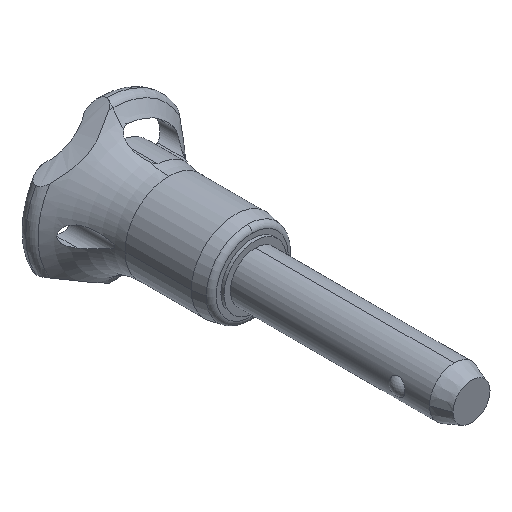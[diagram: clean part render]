
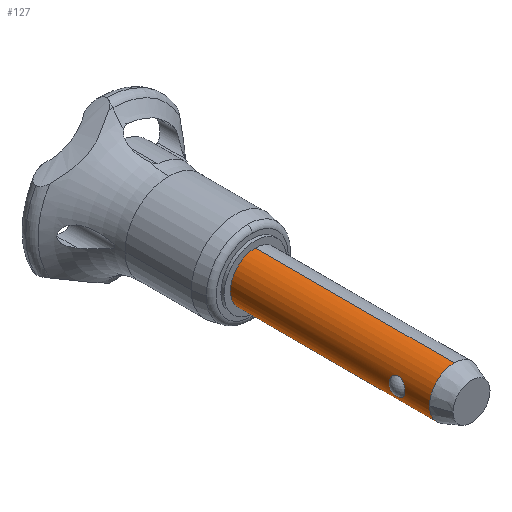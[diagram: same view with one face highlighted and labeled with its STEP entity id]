
A CAD part, isometric view. The second image highlights one B-rep face of the part: STEP entity #127.
In plain terms, the highlighted cylindrical face has radius 3.175 mm (diameter 6.35 mm), a partial arc.
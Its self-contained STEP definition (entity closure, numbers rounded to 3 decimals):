
#127=ADVANCED_FACE('',(#277,#278),#279,.T.);
#277=FACE_OUTER_BOUND('',#449,.T.);
#278=FACE_BOUND('',#450,.T.);
#279=CYLINDRICAL_SURFACE('',#451,3.175);
#449=EDGE_LOOP('',(#789,#790,#791,#792,#793));
#450=EDGE_LOOP('',(#794,#795));
#451=AXIS2_PLACEMENT_3D('',#796,#797,#798);
#789=ORIENTED_EDGE('',*,*,#1113,.F.);
#790=ORIENTED_EDGE('',*,*,#1186,.T.);
#791=ORIENTED_EDGE('',*,*,#1169,.T.);
#792=ORIENTED_EDGE('',*,*,#1115,.F.);
#793=ORIENTED_EDGE('',*,*,#1187,.F.);
#794=ORIENTED_EDGE('',*,*,#1188,.T.);
#795=ORIENTED_EDGE('',*,*,#1189,.T.);
#796=CARTESIAN_POINT('',(0.,-13.843,0.0));
#797=DIRECTION('',(0.,1.0,0.0));
#798=DIRECTION('',(0.0,0.0,-1.0));
#1113=EDGE_CURVE('',#1362,#1363,#1364,.T.);
#1115=EDGE_CURVE('',#1365,#1367,#1368,.T.);
#1169=EDGE_CURVE('',#1446,#1367,#1449,.T.);
#1186=EDGE_CURVE('',#1362,#1446,#1472,.T.);
#1187=EDGE_CURVE('',#1363,#1365,#1473,.T.);
#1188=EDGE_CURVE('',#1474,#1475,#1476,.T.);
#1189=EDGE_CURVE('',#1475,#1474,#1477,.T.);
#1362=VERTEX_POINT('',#2405);
#1363=VERTEX_POINT('',#2406);
#1364=LINE('',#2407,#2408);
#1365=VERTEX_POINT('',#2409);
#1367=VERTEX_POINT('',#2411);
#1368=LINE('',#2412,#2413);
#1446=VERTEX_POINT('',#2945);
#1449=CIRCLE('',#2950,3.175);
#1472=CIRCLE('',#3203,3.175);
#1473=CIRCLE('',#3204,3.175);
#1474=VERTEX_POINT('',#3205);
#1475=VERTEX_POINT('',#3206);
#1476=B_SPLINE_CURVE_WITH_KNOTS('',3,(#3207,#3208,#3209,#3210,#3211,#3212,#3213,#3214,#3215,#3216,#3217,#3218,#3219,#3220,#3221,#3222,#3223,#3224,#3225,#3226,#3227,#3228,#3229,#3230,#3231,#3232),.UNSPECIFIED.,.F.,.F.,(4,2,2,2,2,2,2,2,2,2,2,2,4),(0.0,0.342,0.684,0.852,1.02,1.311,1.601,1.892,2.183,2.351,2.519,2.861,3.203),.UNSPECIFIED.);
#1477=B_SPLINE_CURVE_WITH_KNOTS('',3,(#3233,#3234,#3235,#3236,#3237,#3238,#3239,#3240,#3241,#3242,#3243,#3244,#3245,#3246,#3247,#3248,#3249,#3250,#3251,#3252,#3253,#3254,#3255,#3256,#3257,#3258),.UNSPECIFIED.,.F.,.F.,(4,2,2,2,2,2,2,2,2,2,2,2,4),(3.203,3.545,3.887,4.055,4.223,4.514,4.804,5.095,5.386,5.554,5.722,6.064,6.406),.UNSPECIFIED.);
#2405=CARTESIAN_POINT('',(0.,-25.476,-3.175));
#2406=CARTESIAN_POINT('',(0.,0.0,-3.175));
#2407=CARTESIAN_POINT('',(0.,-13.843,-3.175));
#2408=VECTOR('',#3799,1.0);
#2409=CARTESIAN_POINT('',(0.,0.,3.175));
#2411=CARTESIAN_POINT('',(0.,-25.476,3.175));
#2412=CARTESIAN_POINT('',(0.,-13.843,3.175));
#2413=VECTOR('',#3803,1.0);
#2945=CARTESIAN_POINT('',(-3.175,-25.476,0.));
#2950=AXIS2_PLACEMENT_3D('',#3867,#3868,#3869);
#3203=AXIS2_PLACEMENT_3D('',#3878,#3879,#3880);
#3204=AXIS2_PLACEMENT_3D('',#3881,#3882,#3883);
#3205=CARTESIAN_POINT('',(-2.97,-21.316,1.123));
#3206=CARTESIAN_POINT('',(-2.97,-21.316,-1.123));
#3207=CARTESIAN_POINT('',(-2.97,-21.316,1.123));
#3208=CARTESIAN_POINT('',(-2.97,-21.43,1.123));
#3209=CARTESIAN_POINT('',(-2.979,-21.551,1.1));
#3210=CARTESIAN_POINT('',(-3.011,-21.774,1.01));
#3211=CARTESIAN_POINT('',(-3.033,-21.876,0.942));
#3212=CARTESIAN_POINT('',(-3.065,-21.998,0.828));
#3213=CARTESIAN_POINT('',(-3.077,-22.038,0.783));
#3214=CARTESIAN_POINT('',(-3.1,-22.111,0.687));
#3215=CARTESIAN_POINT('',(-3.111,-22.143,0.636));
#3216=CARTESIAN_POINT('',(-3.136,-22.215,0.503));
#3217=CARTESIAN_POINT('',(-3.151,-22.252,0.405));
#3218=CARTESIAN_POINT('',(-3.17,-22.302,0.202));
#3219=CARTESIAN_POINT('',(-3.175,-22.313,0.097));
#3220=CARTESIAN_POINT('',(-3.175,-22.313,-0.097));
#3221=CARTESIAN_POINT('',(-3.17,-22.302,-0.202));
#3222=CARTESIAN_POINT('',(-3.151,-22.252,-0.405));
#3223=CARTESIAN_POINT('',(-3.136,-22.215,-0.503));
#3224=CARTESIAN_POINT('',(-3.111,-22.143,-0.636));
#3225=CARTESIAN_POINT('',(-3.1,-22.111,-0.687));
#3226=CARTESIAN_POINT('',(-3.077,-22.038,-0.783));
#3227=CARTESIAN_POINT('',(-3.065,-21.998,-0.828));
#3228=CARTESIAN_POINT('',(-3.033,-21.876,-0.942));
#3229=CARTESIAN_POINT('',(-3.011,-21.774,-1.01));
#3230=CARTESIAN_POINT('',(-2.979,-21.551,-1.1));
#3231=CARTESIAN_POINT('',(-2.97,-21.43,-1.123));
#3232=CARTESIAN_POINT('',(-2.97,-21.316,-1.123));
#3233=CARTESIAN_POINT('',(-2.97,-21.316,-1.123));
#3234=CARTESIAN_POINT('',(-2.97,-21.202,-1.123));
#3235=CARTESIAN_POINT('',(-2.979,-21.081,-1.1));
#3236=CARTESIAN_POINT('',(-3.011,-20.859,-1.01));
#3237=CARTESIAN_POINT('',(-3.033,-20.757,-0.942));
#3238=CARTESIAN_POINT('',(-3.065,-20.635,-0.828));
#3239=CARTESIAN_POINT('',(-3.077,-20.595,-0.783));
#3240=CARTESIAN_POINT('',(-3.1,-20.522,-0.687));
#3241=CARTESIAN_POINT('',(-3.111,-20.489,-0.636));
#3242=CARTESIAN_POINT('',(-3.136,-20.418,-0.503));
#3243=CARTESIAN_POINT('',(-3.151,-20.381,-0.405));
#3244=CARTESIAN_POINT('',(-3.17,-20.331,-0.202));
#3245=CARTESIAN_POINT('',(-3.175,-20.32,-0.097));
#3246=CARTESIAN_POINT('',(-3.175,-20.32,0.097));
#3247=CARTESIAN_POINT('',(-3.17,-20.331,0.202));
#3248=CARTESIAN_POINT('',(-3.151,-20.381,0.405));
#3249=CARTESIAN_POINT('',(-3.136,-20.418,0.503));
#3250=CARTESIAN_POINT('',(-3.111,-20.489,0.636));
#3251=CARTESIAN_POINT('',(-3.1,-20.522,0.687));
#3252=CARTESIAN_POINT('',(-3.077,-20.595,0.783));
#3253=CARTESIAN_POINT('',(-3.065,-20.635,0.828));
#3254=CARTESIAN_POINT('',(-3.033,-20.757,0.942));
#3255=CARTESIAN_POINT('',(-3.011,-20.859,1.01));
#3256=CARTESIAN_POINT('',(-2.979,-21.081,1.1));
#3257=CARTESIAN_POINT('',(-2.97,-21.202,1.123));
#3258=CARTESIAN_POINT('',(-2.97,-21.316,1.123));
#3799=DIRECTION('',(0.,1.0,0.0));
#3803=DIRECTION('',(0.,-1.0,-0.0));
#3867=CARTESIAN_POINT('',(0.,-25.476,0.0));
#3868=DIRECTION('',(0.,1.0,0.));
#3869=DIRECTION('',(0.,0.,-1.0));
#3878=CARTESIAN_POINT('',(0.,-25.476,0.0));
#3879=DIRECTION('',(0.,1.0,0.));
#3880=DIRECTION('',(0.,0.,-1.0));
#3881=CARTESIAN_POINT('',(0.,0.0,0.0));
#3882=DIRECTION('',(0.,1.0,0.0));
#3883=DIRECTION('',(0.0,0.0,-1.0));
